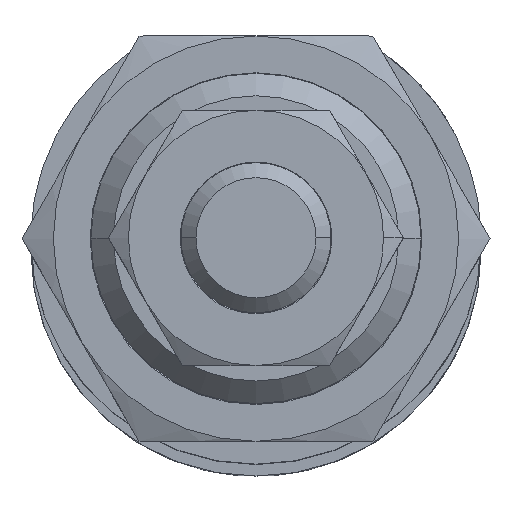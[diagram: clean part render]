
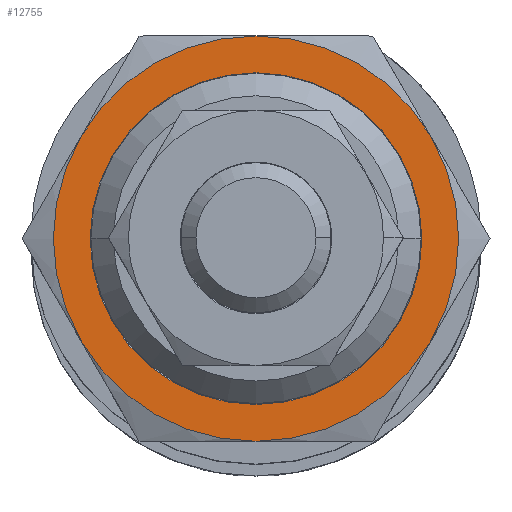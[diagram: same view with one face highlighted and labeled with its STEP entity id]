
A CAD part, top view. The second image highlights one B-rep face of the part: STEP entity #12755.
In plain terms, the highlighted planar face has unit normal (0, 0, 1).
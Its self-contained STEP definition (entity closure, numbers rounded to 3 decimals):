
#134 = DIRECTION ( 'NONE',  ( 0., 0., 1. ) ) ;
#322 = CARTESIAN_POINT ( 'NONE',  ( 0., 0., 482. ) ) ;
#406 = VERTEX_POINT ( 'NONE', #16009 ) ;
#908 = CARTESIAN_POINT ( 'NONE',  ( 0., 0., 482. ) ) ;
#1187 = ORIENTED_EDGE ( 'NONE', *, *, #13666, .T. ) ;
#1274 = EDGE_CURVE ( 'NONE', #8131, #19760, #19769, .T. ) ;
#1717 = ORIENTED_EDGE ( 'NONE', *, *, #7262, .F. ) ;
#1734 = DIRECTION ( 'NONE',  ( 0., 0., 1. ) ) ;
#1859 = DIRECTION ( 'NONE',  ( 0.866, 0.5, 0. ) ) ;
#2390 = FACE_BOUND ( 'NONE', #6930, .T. ) ;
#2811 = CARTESIAN_POINT ( 'NONE',  ( 0., 0., 482. ) ) ;
#3722 = CIRCLE ( 'NONE', #19251, 11.05 ) ;
#4201 = CARTESIAN_POINT ( 'NONE',  ( 9.57, 5.525, 482. ) ) ;
#4330 = DIRECTION ( 'NONE',  ( 0.866, 0.5, 0. ) ) ;
#4535 = AXIS2_PLACEMENT_3D ( 'NONE', #322, #7950, #13917 ) ;
#5237 = AXIS2_PLACEMENT_3D ( 'NONE', #908, #8538, #11005 ) ;
#5436 = EDGE_CURVE ( 'NONE', #12021, #8131, #16390, .T. ) ;
#6930 = EDGE_LOOP ( 'NONE', ( #1717, #21468 ) ) ;
#7262 = EDGE_CURVE ( 'NONE', #21821, #20943, #3722, .T. ) ;
#7291 = DIRECTION ( 'NONE',  ( 0., 0., 1. ) ) ;
#7600 = CARTESIAN_POINT ( 'NONE',  ( 11.691, 6.75, 482. ) ) ;
#7950 = DIRECTION ( 'NONE',  ( 0., 0., 1. ) ) ;
#8131 = VERTEX_POINT ( 'NONE', #8214 ) ;
#8214 = CARTESIAN_POINT ( 'NONE',  ( -11.691, 6.75, 482. ) ) ;
#8252 = CIRCLE ( 'NONE', #9854, 11.05 ) ;
#8340 = ORIENTED_EDGE ( 'NONE', *, *, #1274, .T. ) ;
#8374 = DIRECTION ( 'NONE',  ( 0.866, 0.5, 0. ) ) ;
#8538 = DIRECTION ( 'NONE',  ( 0., 0., 1. ) ) ;
#9299 = CARTESIAN_POINT ( 'NONE',  ( 0., 0., 482. ) ) ;
#9625 = CARTESIAN_POINT ( 'NONE',  ( 0., 0., 482. ) ) ;
#9854 = AXIS2_PLACEMENT_3D ( 'NONE', #13132, #7291, #11380 ) ;
#9998 = CARTESIAN_POINT ( 'NONE',  ( 0., 0., 482. ) ) ;
#10516 = ORIENTED_EDGE ( 'NONE', *, *, #5436, .T. ) ;
#10620 = EDGE_CURVE ( 'NONE', #20943, #21821, #8252, .T. ) ;
#11005 = DIRECTION ( 'NONE',  ( 0.866, 0.5, 0. ) ) ;
#11380 = DIRECTION ( 'NONE',  ( 0.866, 0.5, 0. ) ) ;
#11569 = VERTEX_POINT ( 'NONE', #12896 ) ;
#11729 = CARTESIAN_POINT ( 'NONE',  ( -11.691, -6.75, 482. ) ) ;
#11811 = AXIS2_PLACEMENT_3D ( 'NONE', #17023, #12044, #4330 ) ;
#12021 = VERTEX_POINT ( 'NONE', #12667 ) ;
#12044 = DIRECTION ( 'NONE',  ( 0., 0., 1. ) ) ;
#12667 = CARTESIAN_POINT ( 'NONE',  ( 0., 13.5, 482. ) ) ;
#12669 = CIRCLE ( 'NONE', #14655, 13.5 ) ;
#12755 = ADVANCED_FACE ( 'NONE', ( #2390, #13729 ), #15727, .T. ) ;
#12796 = ORIENTED_EDGE ( 'NONE', *, *, #15747, .T. ) ;
#12896 = CARTESIAN_POINT ( 'NONE',  ( 0., -13.5, 482. ) ) ;
#13132 = CARTESIAN_POINT ( 'NONE',  ( 0., 0., 482. ) ) ;
#13514 = AXIS2_PLACEMENT_3D ( 'NONE', #2811, #23984, #20251 ) ;
#13666 = EDGE_CURVE ( 'NONE', #19760, #11569, #21140, .T. ) ;
#13729 = FACE_OUTER_BOUND ( 'NONE', #24385, .T. ) ;
#13907 = CIRCLE ( 'NONE', #13514, 13.5 ) ;
#13917 = DIRECTION ( 'NONE',  ( 0.866, 0.5, 0. ) ) ;
#14655 = AXIS2_PLACEMENT_3D ( 'NONE', #9998, #15723, #8374 ) ;
#15455 = CARTESIAN_POINT ( 'NONE',  ( 0., 0., 482. ) ) ;
#15605 = DIRECTION ( 'NONE',  ( 0.866, 0.5, 0. ) ) ;
#15723 = DIRECTION ( 'NONE',  ( 0., 0., 1. ) ) ;
#15727 = PLANE ( 'NONE',  #16313 ) ;
#15747 = EDGE_CURVE ( 'NONE', #24044, #12021, #23221, .T. ) ;
#16009 = CARTESIAN_POINT ( 'NONE',  ( 11.691, -6.75, 482. ) ) ;
#16313 = AXIS2_PLACEMENT_3D ( 'NONE', #9625, #134, #15605 ) ;
#16390 = CIRCLE ( 'NONE', #21935, 13.5 ) ;
#16892 = DIRECTION ( 'NONE',  ( 0.866, 0.5, 0. ) ) ;
#17023 = CARTESIAN_POINT ( 'NONE',  ( 0., 0., 482. ) ) ;
#17330 = ORIENTED_EDGE ( 'NONE', *, *, #21883, .T. ) ;
#19251 = AXIS2_PLACEMENT_3D ( 'NONE', #9299, #21000, #16892 ) ;
#19692 = ORIENTED_EDGE ( 'NONE', *, *, #22197, .T. ) ;
#19760 = VERTEX_POINT ( 'NONE', #11729 ) ;
#19769 = CIRCLE ( 'NONE', #11811, 13.5 ) ;
#19810 = CARTESIAN_POINT ( 'NONE',  ( -9.57, -5.525, 482. ) ) ;
#20251 = DIRECTION ( 'NONE',  ( 0.866, 0.5, 0. ) ) ;
#20943 = VERTEX_POINT ( 'NONE', #19810 ) ;
#21000 = DIRECTION ( 'NONE',  ( 0., 0., 1. ) ) ;
#21140 = CIRCLE ( 'NONE', #5237, 13.5 ) ;
#21468 = ORIENTED_EDGE ( 'NONE', *, *, #10620, .F. ) ;
#21821 = VERTEX_POINT ( 'NONE', #4201 ) ;
#21883 = EDGE_CURVE ( 'NONE', #406, #24044, #13907, .T. ) ;
#21935 = AXIS2_PLACEMENT_3D ( 'NONE', #15455, #1734, #1859 ) ;
#22197 = EDGE_CURVE ( 'NONE', #11569, #406, #12669, .T. ) ;
#23221 = CIRCLE ( 'NONE', #4535, 13.5 ) ;
#23984 = DIRECTION ( 'NONE',  ( 0., 0., 1. ) ) ;
#24044 = VERTEX_POINT ( 'NONE', #7600 ) ;
#24385 = EDGE_LOOP ( 'NONE', ( #17330, #12796, #10516, #8340, #1187, #19692 ) ) ;
